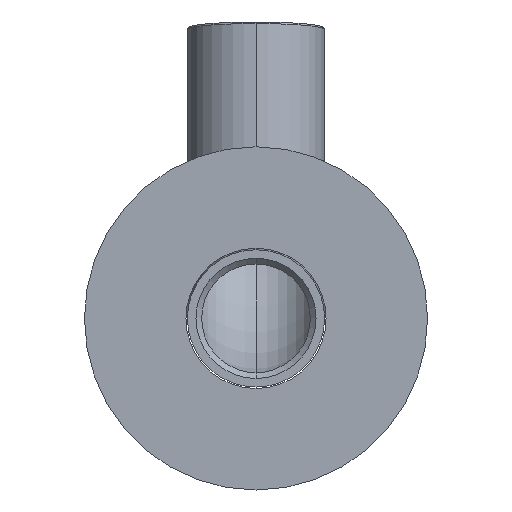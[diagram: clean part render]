
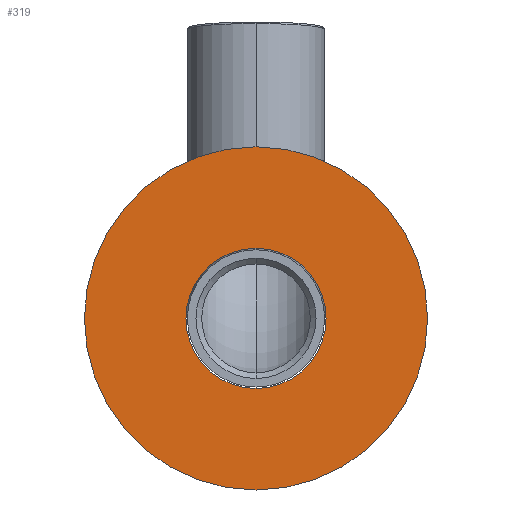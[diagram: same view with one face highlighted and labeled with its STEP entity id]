
A CAD part, left-side view. The second image highlights one B-rep face of the part: STEP entity #319.
In plain terms, the highlighted planar face has unit normal (-1, 0, 0).
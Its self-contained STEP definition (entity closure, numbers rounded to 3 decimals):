
#86=CARTESIAN_POINT('',(0.,0.,0.));
#87=DIRECTION('',(-1.,0.,0.));
#88=DIRECTION('',(0.,1.,0.));
#89=AXIS2_PLACEMENT_3D('',#86,#87,#88);
#91=CARTESIAN_POINT('',(0.,0.,0.));
#92=DIRECTION('',(1.,0.,0.));
#93=DIRECTION('',(0.,1.,0.));
#94=AXIS2_PLACEMENT_3D('',#91,#92,#93);
#96=CARTESIAN_POINT('',(0.,0.,0.));
#97=DIRECTION('',(-1.,0.,0.));
#98=DIRECTION('',(0.,1.,0.));
#99=AXIS2_PLACEMENT_3D('',#96,#97,#98);
#101=CARTESIAN_POINT('',(0.,0.,0.));
#102=DIRECTION('',(1.,0.,0.));
#103=DIRECTION('',(0.,1.,0.));
#104=AXIS2_PLACEMENT_3D('',#101,#102,#103);
#134=CARTESIAN_POINT('',(0.,12.25,0.));
#136=VERTEX_POINT('',#134);
#146=CARTESIAN_POINT('',(0.,-12.25,0.));
#148=VERTEX_POINT('',#146);
#166=CARTESIAN_POINT('',(0.,30.,0.));
#167=VERTEX_POINT('',#166);
#168=CARTESIAN_POINT('',(0.,-30.,0.));
#169=VERTEX_POINT('',#168);
#304=CARTESIAN_POINT('',(0.,0.,0.));
#305=DIRECTION('',(1.,0.,0.));
#306=DIRECTION('',(0.,-1.,0.));
#307=AXIS2_PLACEMENT_3D('',#304,#305,#306);
#308=PLANE('',#307);
#310=ORIENTED_EDGE('',*,*,#309,.F.);
#312=ORIENTED_EDGE('',*,*,#311,.T.);
#313=EDGE_LOOP('',(#310,#312));
#314=FACE_OUTER_BOUND('',#313,.F.);
#315=ORIENTED_EDGE('',*,*,#297,.F.);
#316=ORIENTED_EDGE('',*,*,#286,.T.);
#317=EDGE_LOOP('',(#315,#316));
#318=FACE_BOUND('',#317,.F.);
#90=CIRCLE('',#89,12.25);
#95=CIRCLE('',#94,12.25);
#100=CIRCLE('',#99,30.);
#105=CIRCLE('',#104,30.);
#286=EDGE_CURVE('',#136,#148,#90,.T.);
#297=EDGE_CURVE('',#136,#148,#95,.T.);
#309=EDGE_CURVE('',#167,#169,#100,.T.);
#311=EDGE_CURVE('',#167,#169,#105,.T.);
#319=ADVANCED_FACE('',(#314,#318),#308,.F.);
